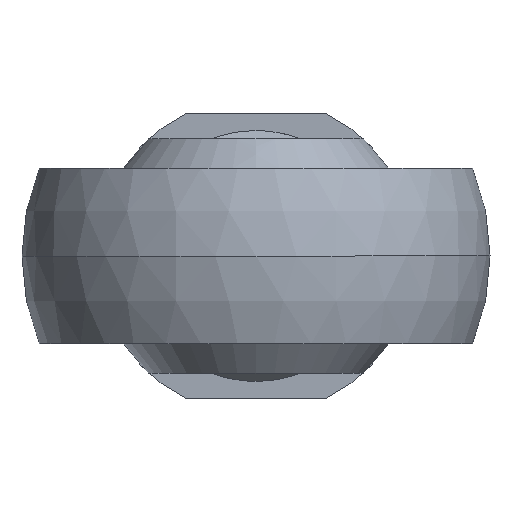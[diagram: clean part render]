
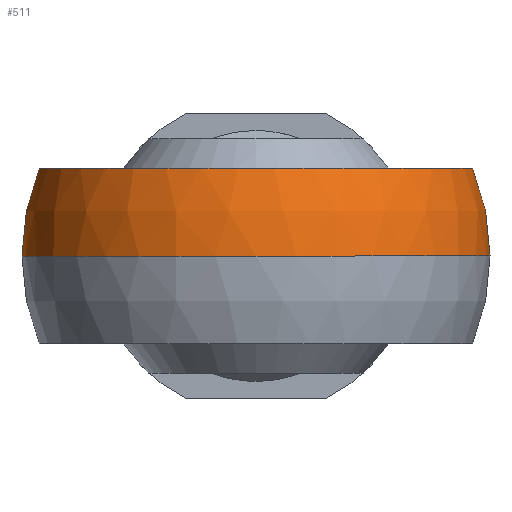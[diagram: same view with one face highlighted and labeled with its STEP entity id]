
A CAD part, left-side view. The second image highlights one B-rep face of the part: STEP entity #511.
In plain terms, the highlighted spherical face has radius 14 mm.
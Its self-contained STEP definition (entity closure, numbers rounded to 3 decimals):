
#10 = DIRECTION ( 'NONE',  ( 0., 0., -1. ) ) ;
#21 = DIRECTION ( 'NONE',  ( 0., 0., -1. ) ) ;
#45 = CARTESIAN_POINT ( 'NONE',  ( 0., 0., 5.25 ) ) ;
#60 = CARTESIAN_POINT ( 'NONE',  ( 7.006, -12.121, 0. ) ) ;
#68 = VERTEX_POINT ( 'NONE', #532 ) ;
#134 = CARTESIAN_POINT ( 'NONE',  ( 0., 0., 0. ) ) ;
#139 = AXIS2_PLACEMENT_3D ( 'NONE', #806, #823, #591 ) ;
#147 = DIRECTION ( 'NONE',  ( -1., 0., 0. ) ) ;
#152 = DIRECTION ( 'NONE',  ( 0., 1., 0. ) ) ;
#182 = ORIENTED_EDGE ( 'NONE', *, *, #237, .F. ) ;
#196 = EDGE_CURVE ( 'NONE', #590, #331, #712, .T. ) ;
#220 = CIRCLE ( 'NONE', #670, 12.978 ) ;
#227 = DIRECTION ( 'NONE',  ( 0., 0., -1. ) ) ;
#228 = SPHERICAL_SURFACE ( 'NONE', #573, 14. ) ;
#237 = EDGE_CURVE ( 'NONE', #68, #653, #405, .T. ) ;
#298 = FACE_OUTER_BOUND ( 'NONE', #456, .T. ) ;
#331 = VERTEX_POINT ( 'NONE', #60 ) ;
#336 = AXIS2_PLACEMENT_3D ( 'NONE', #628, #548, #10 ) ;
#360 = ORIENTED_EDGE ( 'NONE', *, *, #882, .F. ) ;
#374 = VERTEX_POINT ( 'NONE', #530 ) ;
#381 = CARTESIAN_POINT ( 'NONE',  ( 7.006, -10.925, 5.25 ) ) ;
#387 = AXIS2_PLACEMENT_3D ( 'NONE', #418, #227, #147 ) ;
#394 = ORIENTED_EDGE ( 'NONE', *, *, #401, .T. ) ;
#401 = EDGE_CURVE ( 'NONE', #590, #374, #220, .T. ) ;
#405 = CIRCLE ( 'NONE', #387, 14. ) ;
#418 = CARTESIAN_POINT ( 'NONE',  ( 0., 0., 0. ) ) ;
#435 = CARTESIAN_POINT ( 'NONE',  ( 7.006, 0., 0. ) ) ;
#456 = EDGE_LOOP ( 'NONE', ( #182, #763, #742, #394, #360 ) ) ;
#474 = DIRECTION ( 'NONE',  ( 1., 0., 0. ) ) ;
#511 = ADVANCED_FACE ( 'NONE', ( #298 ), #228, .T. ) ;
#529 = CIRCLE ( 'NONE', #139, 14. ) ;
#530 = CARTESIAN_POINT ( 'NONE',  ( 7.006, 10.925, 5.25 ) ) ;
#532 = CARTESIAN_POINT ( 'NONE',  ( -14., 0., 0. ) ) ;
#538 = AXIS2_PLACEMENT_3D ( 'NONE', #435, #640, #21 ) ;
#548 = DIRECTION ( 'NONE',  ( 1., 0., 0. ) ) ;
#573 = AXIS2_PLACEMENT_3D ( 'NONE', #134, #781, #152 ) ;
#577 = CARTESIAN_POINT ( 'NONE',  ( 7.006, 12.121, 0. ) ) ;
#590 = VERTEX_POINT ( 'NONE', #381 ) ;
#591 = DIRECTION ( 'NONE',  ( 0., -1., 0. ) ) ;
#602 = DIRECTION ( 'NONE',  ( 0., 0., -1. ) ) ;
#628 = CARTESIAN_POINT ( 'NONE',  ( 7.006, 0., 0. ) ) ;
#640 = DIRECTION ( 'NONE',  ( 1., 0., 0. ) ) ;
#653 = VERTEX_POINT ( 'NONE', #577 ) ;
#670 = AXIS2_PLACEMENT_3D ( 'NONE', #45, #602, #474 ) ;
#712 = CIRCLE ( 'NONE', #538, 12.121 ) ;
#742 = ORIENTED_EDGE ( 'NONE', *, *, #196, .F. ) ;
#763 = ORIENTED_EDGE ( 'NONE', *, *, #780, .T. ) ;
#768 = CIRCLE ( 'NONE', #336, 12.121 ) ;
#780 = EDGE_CURVE ( 'NONE', #68, #331, #529, .T. ) ;
#781 = DIRECTION ( 'NONE',  ( 0., 0., 1. ) ) ;
#806 = CARTESIAN_POINT ( 'NONE',  ( 0., 0., 0. ) ) ;
#823 = DIRECTION ( 'NONE',  ( 0., 0., 1. ) ) ;
#882 = EDGE_CURVE ( 'NONE', #653, #374, #768, .T. ) ;
